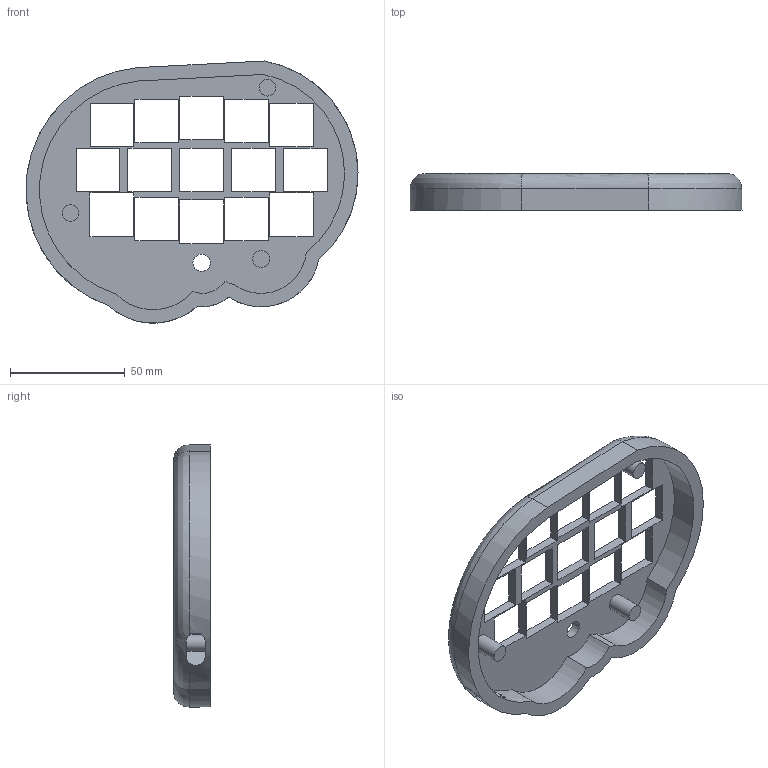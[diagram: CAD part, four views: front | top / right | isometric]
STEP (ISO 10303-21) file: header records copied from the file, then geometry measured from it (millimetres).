
FILE_DESCRIPTION(/* description */ ('STEP AP242','CAx-IF Rec.Pracs.---Representation and Presentation of Product Manufacturing Information (PMI)---4.0---2014-10-13','CAx-IF Rec.Pracs.---3D Tessellated Geometry---0.4---2014-09-14','2;1'),/* implementation_level */ '2;1');
FILE_NAME(/* name */ '3D Printed Parts - Case Top',/* time_stamp */ '2024-09-27T18:16:10Z',/* author */ (''),/* organization */ (''),/* preprocessor_version */ 'ST-DEVELOPER v20',/* originating_system */ ' ',/* authorisation */ ' ');
FILE_SCHEMA (('AP242_MANAGED_MODEL_BASED_3D_ENGINEERING_MIM_LF { 1 0 10303 442 1 1 4 }'));
Length unit declared in the file: metre
Products named in the file (1): Case Top
Bounding box: 144.67 x 16 x 114.2 mm (x, y, z)
Volume: 55325.7 mm3; surface area: 31262.2 mm2
Topology: 1 solids, 1 shells, 107 faces, 292 edges, 192 vertices
Faces by surface type: plane 76, cylinder 20, bspline 11
Full cylindrical faces by diameter (mm): 7.3 x3, 7.53 x1
Entity records: 3919 total; most frequent: CARTESIAN_POINT 1248, ORIENTED_EDGE 558, DIRECTION 477, EDGE_CURVE 279, LINE 209, VECTOR 209, VERTEX_POINT 189, EDGE_LOOP 156
